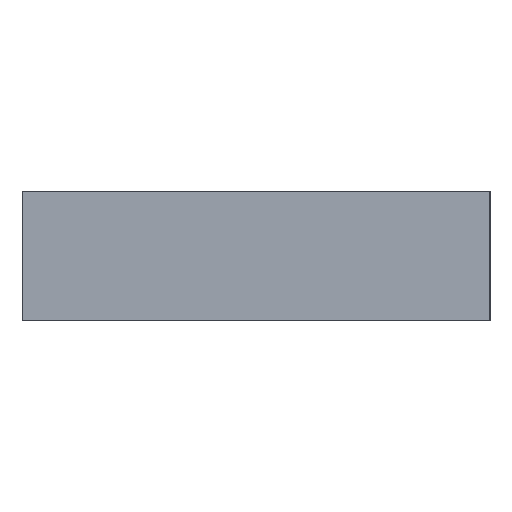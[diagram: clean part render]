
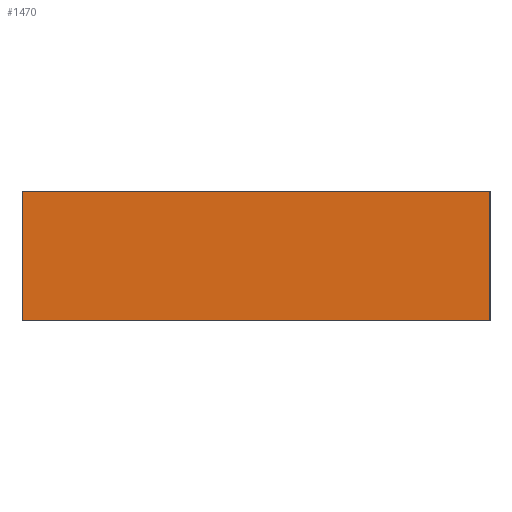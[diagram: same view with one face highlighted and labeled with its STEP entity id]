
A CAD part, left-side view. The second image highlights one B-rep face of the part: STEP entity #1470.
In plain terms, the highlighted planar face has unit normal (-1, 0, 0).
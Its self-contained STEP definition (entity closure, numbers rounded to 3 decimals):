
#146=FACE_OUTER_BOUND('',#231,.T.);
#231=EDGE_LOOP('',(#1171,#1172,#1173,#1174));
#315=LINE('',#2245,#472);
#371=LINE('',#2594,#528);
#372=LINE('',#2596,#529);
#373=LINE('',#2597,#530);
#472=VECTOR('',#1648,10.);
#528=VECTOR('',#1748,10.);
#529=VECTOR('',#1749,10.);
#530=VECTOR('',#1750,10.);
#642=VERTEX_POINT('',#2241);
#644=VERTEX_POINT('',#2244);
#688=VERTEX_POINT('',#2593);
#689=VERTEX_POINT('',#2595);
#786=EDGE_CURVE('',#644,#642,#315,.T.);
#863=EDGE_CURVE('',#642,#688,#371,.T.);
#864=EDGE_CURVE('',#689,#688,#372,.T.);
#865=EDGE_CURVE('',#644,#689,#373,.T.);
#1171=ORIENTED_EDGE('',*,*,#786,.T.);
#1172=ORIENTED_EDGE('',*,*,#863,.T.);
#1173=ORIENTED_EDGE('',*,*,#864,.F.);
#1174=ORIENTED_EDGE('',*,*,#865,.F.);
#1399=PLANE('',#1546);
#1470=ADVANCED_FACE('',(#146),#1399,.T.);
#1546=AXIS2_PLACEMENT_3D('',#2592,#1746,#1747);
#1648=DIRECTION('',(0.,1.,0.));
#1746=DIRECTION('center_axis',(-1.,0.,0.));
#1747=DIRECTION('ref_axis',(0.,1.,0.));
#1748=DIRECTION('',(0.,0.,-1.));
#1749=DIRECTION('',(0.,1.,0.));
#1750=DIRECTION('',(0.,0.,-1.));
#2241=CARTESIAN_POINT('',(-199.825,152.05,-23.431));
#2244=CARTESIAN_POINT('',(-199.827,-27.95,-23.431));
#2245=CARTESIAN_POINT('',(-199.827,-27.95,-23.431));
#2592=CARTESIAN_POINT('Origin',(-199.827,-27.95,-23.431));
#2593=CARTESIAN_POINT('',(-199.825,152.05,-73.431));
#2594=CARTESIAN_POINT('',(-199.825,152.05,-23.431));
#2595=CARTESIAN_POINT('',(-199.827,-27.95,-73.431));
#2596=CARTESIAN_POINT('',(-199.827,-27.95,-73.431));
#2597=CARTESIAN_POINT('',(-199.827,-27.95,-23.431));
